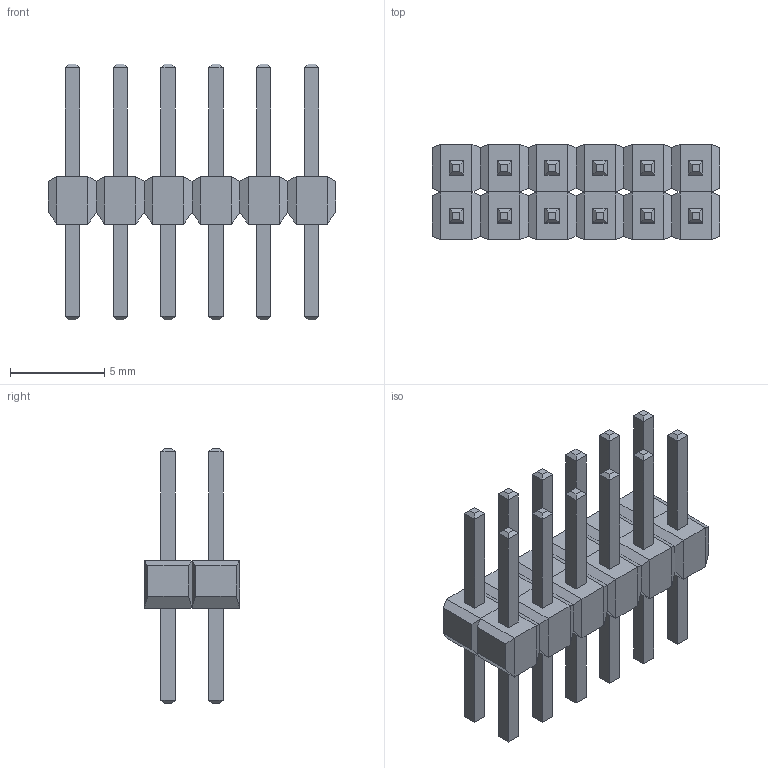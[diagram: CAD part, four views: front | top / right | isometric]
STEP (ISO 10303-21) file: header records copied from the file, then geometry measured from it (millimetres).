
FILE_DESCRIPTION(('STEP AP214'),'1');
FILE_NAME('CONN_PH2-12-UA_ADM','2024-08-10T01:51:02',(''),(''),'','','');
FILE_SCHEMA(('AUTOMOTIVE_DESIGN'));
Length unit declared in the file: millimetre
Products named in the file (1): product
Bounding box: 15.24 x 5.08 x 13.59 mm (x, y, z)
Volume: 256 mm3; surface area: 758.8 mm2
Topology: 26 solids, 26 shells, 388 faces, 776 edges, 440 vertices
Faces by surface type: plane 388
Entity records: 9254 total; most frequent: DIRECTION 1554, ORIENTED_EDGE 1552, CARTESIAN_POINT 829, EDGE_CURVE 776, LINE 776, VECTOR 776, VERTEX_POINT 440, AXIS2_PLACEMENT_3D 389
